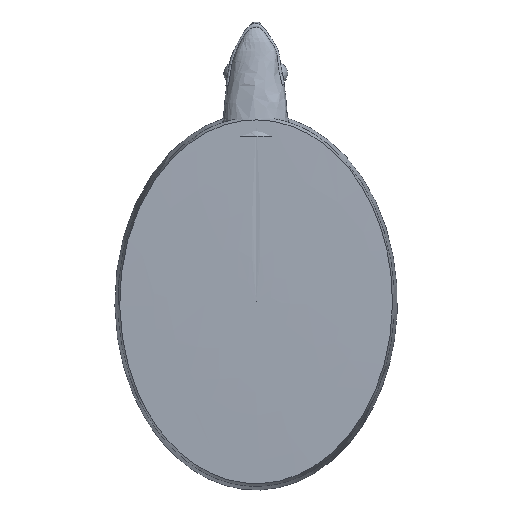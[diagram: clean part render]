
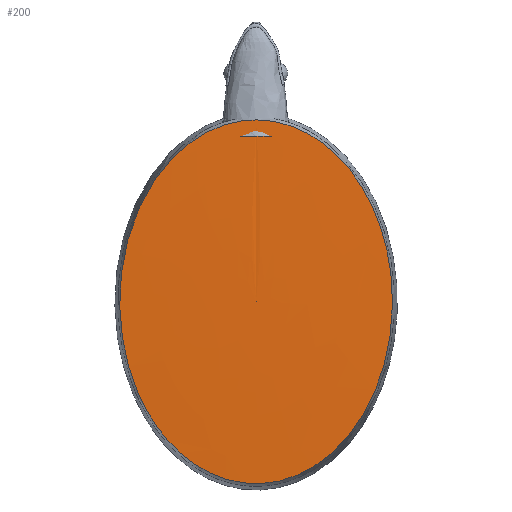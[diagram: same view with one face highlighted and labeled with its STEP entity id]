
A CAD part, front view. The second image highlights one B-rep face of the part: STEP entity #200.
In plain terms, the highlighted free-form (B-spline) face has degree [2, 2] with [7, 3] control points.
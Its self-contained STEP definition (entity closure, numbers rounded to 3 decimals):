
#56 = ( BOUNDED_SURFACE() B_SPLINE_SURFACE(2,2,(
    (#57,#58,#59)
    ,(#60,#61,#62)
    ,(#63,#64,#65)
    ,(#66,#67,#68)
    ,(#69,#70,#71)
    ,(#72,#73,#74)
    ,(#75,#76,#77
)),.UNSPECIFIED.,.T.,.F.,.F.) B_SPLINE_SURFACE_WITH_KNOTS((1,2,2,2,2,1),
  (3,3),(-2.094,0.,2.094,4.189,6.283,
    8.378),(1.357,2.095),.UNSPECIFIED.) 
GEOMETRIC_REPRESENTATION_ITEM() RATIONAL_B_SPLINE_SURFACE((
    (1.,0.933,1.)
    ,(0.5,0.466,0.5)
    ,(1.,0.933,1.)
    ,(0.5,0.466,0.5)
    ,(1.,0.933,1.)
    ,(0.5,0.466,0.5)
,(1.,0.933,1.))) REPRESENTATION_ITEM('') SURFACE() );
#57 = CARTESIAN_POINT('',(8.522,16.138,0.));
#58 = CARTESIAN_POINT('',(7.807,16.294,0.));
#59 = CARTESIAN_POINT('',(7.174,15.927,0.));
#60 = CARTESIAN_POINT('',(8.522,16.138,20.964
    ));
#61 = CARTESIAN_POINT('',(7.807,16.294,21.166
    ));
#62 = CARTESIAN_POINT('',(7.174,15.927,20.69
    ));
#63 = CARTESIAN_POINT('',(8.522,-8.069,10.482
    ));
#64 = CARTESIAN_POINT('',(7.807,-8.147,10.583
    ));
#65 = CARTESIAN_POINT('',(7.174,-7.964,10.345
    ));
#66 = CARTESIAN_POINT('',(8.522,-32.277,0.));
#67 = CARTESIAN_POINT('',(7.807,-32.587,0.));
#68 = CARTESIAN_POINT('',(7.174,-31.854,0.));
#69 = CARTESIAN_POINT('',(8.522,-8.069,-10.482
    ));
#70 = CARTESIAN_POINT('',(7.807,-8.147,-10.583
    ));
#71 = CARTESIAN_POINT('',(7.174,-7.964,-10.345
    ));
#72 = CARTESIAN_POINT('',(8.522,16.138,-20.964
    ));
#73 = CARTESIAN_POINT('',(7.807,16.294,-21.166
    ));
#74 = CARTESIAN_POINT('',(7.174,15.927,-20.69
    ));
#75 = CARTESIAN_POINT('',(8.522,16.138,0.));
#76 = CARTESIAN_POINT('',(7.807,16.294,0.));
#77 = CARTESIAN_POINT('',(7.174,15.927,0.));
#123 = VERTEX_POINT('',#124);
#124 = CARTESIAN_POINT('',(7.174,15.927,0.));
#145 = EDGE_CURVE('',#123,#123,#146,.T.);
#146 = SURFACE_CURVE('',#147,(#155,#166),.PCURVE_S1.);
#147 = ( BOUNDED_CURVE() B_SPLINE_CURVE(2,(#148,#149,#150,#151,#152,#153
,#154),.UNSPECIFIED.,.T.,.F.) B_SPLINE_CURVE_WITH_KNOTS((1,2,2,2,2,1),(
    -2.094,0.,2.094,4.189,6.283,
8.378),.UNSPECIFIED.) CURVE() GEOMETRIC_REPRESENTATION_ITEM() 
RATIONAL_B_SPLINE_CURVE((1.,0.5,1.,0.5,1.,0.5,1.)) REPRESENTATION_ITEM(
  '') );
#148 = CARTESIAN_POINT('',(7.174,15.927,0.));
#149 = CARTESIAN_POINT('',(7.174,15.927,
    20.69));
#150 = CARTESIAN_POINT('',(7.174,-7.964,
    10.345));
#151 = CARTESIAN_POINT('',(7.174,-31.854,0.));
#152 = CARTESIAN_POINT('',(7.174,-7.964,
    -10.345));
#153 = CARTESIAN_POINT('',(7.174,15.927,
    -20.69));
#154 = CARTESIAN_POINT('',(7.174,15.927,0.));
#155 = PCURVE('',#56,#156);
#156 = DEFINITIONAL_REPRESENTATION('',(#157),#165);
#157 = B_SPLINE_CURVE_WITH_KNOTS('',2,(#158,#159,#160,#161,#162,#163,
    #164),.UNSPECIFIED.,.F.,.F.,(3,2,2,3),(0.,2.094,
    4.189,6.283),.PIECEWISE_BEZIER_KNOTS.);
#158 = CARTESIAN_POINT('',(0.,2.095));
#159 = CARTESIAN_POINT('',(1.047,2.095));
#160 = CARTESIAN_POINT('',(2.094,2.095));
#161 = CARTESIAN_POINT('',(3.142,2.095));
#162 = CARTESIAN_POINT('',(4.189,2.095));
#163 = CARTESIAN_POINT('',(5.236,2.095));
#164 = CARTESIAN_POINT('',(6.283,2.095));
#165 = ( GEOMETRIC_REPRESENTATION_CONTEXT(2) 
PARAMETRIC_REPRESENTATION_CONTEXT() REPRESENTATION_CONTEXT('2D SPACE',''
  ) );
#166 = PCURVE('',#167,#189);
#167 = ( BOUNDED_SURFACE() B_SPLINE_SURFACE(2,2,(
    (#168,#169,#170)
    ,(#171,#172,#173)
    ,(#174,#175,#176)
    ,(#177,#178,#179)
    ,(#180,#181,#182)
    ,(#183,#184,#185)
    ,(#186,#187,#188
)),.UNSPECIFIED.,.T.,.F.,.F.) B_SPLINE_SURFACE_WITH_KNOTS((1,2,2,2,2,1),
  (3,3),(-2.094,0.,2.094,4.189,6.283,
    8.378),(3.123,3.142),.UNSPECIFIED.) 
GEOMETRIC_REPRESENTATION_ITEM() RATIONAL_B_SPLINE_SURFACE((
    (1.,1.,1.)
    ,(0.5,0.5,0.5)
    ,(1.,1.,1.)
    ,(0.5,0.5,0.5)
    ,(1.,1.,1.)
    ,(0.5,0.5,0.5)
,(1.,1.,1.))) REPRESENTATION_ITEM('') SURFACE() );
#168 = CARTESIAN_POINT('',(7.174,15.927,0.));
#169 = CARTESIAN_POINT('',(7.022,7.964,0.));
#170 = CARTESIAN_POINT('',(7.024,0.,0.));
#171 = CARTESIAN_POINT('',(7.174,15.927,
    20.69));
#172 = CARTESIAN_POINT('',(7.022,7.964,10.346)
  );
#173 = CARTESIAN_POINT('',(7.024,0.,0.));
#174 = CARTESIAN_POINT('',(7.174,-7.964,
    10.345));
#175 = CARTESIAN_POINT('',(7.022,-3.982,5.173)
  );
#176 = CARTESIAN_POINT('',(7.024,0.,0.));
#177 = CARTESIAN_POINT('',(7.174,-31.854,0.));
#178 = CARTESIAN_POINT('',(7.022,-15.929,0.));
#179 = CARTESIAN_POINT('',(7.024,0.,0.));
#180 = CARTESIAN_POINT('',(7.174,-7.964,
    -10.345));
#181 = CARTESIAN_POINT('',(7.022,-3.982,-5.173
    ));
#182 = CARTESIAN_POINT('',(7.024,0.,0.));
#183 = CARTESIAN_POINT('',(7.174,15.927,
    -20.69));
#184 = CARTESIAN_POINT('',(7.022,7.964,-10.346)
  );
#185 = CARTESIAN_POINT('',(7.024,0.,0.));
#186 = CARTESIAN_POINT('',(7.174,15.927,0.));
#187 = CARTESIAN_POINT('',(7.022,7.964,0.));
#188 = CARTESIAN_POINT('',(7.024,0.,0.));
#189 = DEFINITIONAL_REPRESENTATION('',(#190),#198);
#190 = B_SPLINE_CURVE_WITH_KNOTS('',2,(#191,#192,#193,#194,#195,#196,
    #197),.UNSPECIFIED.,.F.,.F.,(3,2,2,3),(0.,2.094,
    4.189,6.283),.PIECEWISE_BEZIER_KNOTS.);
#191 = CARTESIAN_POINT('',(0.,3.123));
#192 = CARTESIAN_POINT('',(1.047,3.123));
#193 = CARTESIAN_POINT('',(2.094,3.123));
#194 = CARTESIAN_POINT('',(3.142,3.123));
#195 = CARTESIAN_POINT('',(4.189,3.123));
#196 = CARTESIAN_POINT('',(5.236,3.123));
#197 = CARTESIAN_POINT('',(6.283,3.123));
#198 = ( GEOMETRIC_REPRESENTATION_CONTEXT(2) 
PARAMETRIC_REPRESENTATION_CONTEXT() REPRESENTATION_CONTEXT('2D SPACE',''
  ) );
#200 = ADVANCED_FACE('',(#201),#167,.F.);
#201 = FACE_BOUND('',#202,.F.);
#202 = EDGE_LOOP('',(#203,#204,#227));
#203 = ORIENTED_EDGE('',*,*,#145,.T.);
#204 = ORIENTED_EDGE('',*,*,#205,.T.);
#205 = EDGE_CURVE('',#123,#206,#208,.T.);
#206 = VERTEX_POINT('',#207);
#207 = CARTESIAN_POINT('',(7.024,0.,0.));
#208 = SEAM_CURVE('',#209,(#213,#220),.PCURVE_S1.);
#209 = ( BOUNDED_CURVE() B_SPLINE_CURVE(2,(#210,#211,#212),
.UNSPECIFIED.,.F.,.F.) B_SPLINE_CURVE_WITH_KNOTS((3,3),(3.123,
3.142),.PIECEWISE_BEZIER_KNOTS.) CURVE() 
GEOMETRIC_REPRESENTATION_ITEM() RATIONAL_B_SPLINE_CURVE((1.,
1.,1.)) REPRESENTATION_ITEM('') );
#210 = CARTESIAN_POINT('',(7.174,15.927,0.));
#211 = CARTESIAN_POINT('',(7.022,7.964,0.));
#212 = CARTESIAN_POINT('',(7.024,0.,0.));
#213 = PCURVE('',#167,#214);
#214 = DEFINITIONAL_REPRESENTATION('',(#215),#219);
#215 = B_SPLINE_CURVE_WITH_KNOTS('',2,(#216,#217,#218),.UNSPECIFIED.,.F.
  ,.F.,(3,3),(3.123,3.142),.PIECEWISE_BEZIER_KNOTS.);
#216 = CARTESIAN_POINT('',(0.,3.123));
#217 = CARTESIAN_POINT('',(0.,3.132));
#218 = CARTESIAN_POINT('',(0.,3.142));
#219 = ( GEOMETRIC_REPRESENTATION_CONTEXT(2) 
PARAMETRIC_REPRESENTATION_CONTEXT() REPRESENTATION_CONTEXT('2D SPACE',''
  ) );
#220 = PCURVE('',#167,#221);
#221 = DEFINITIONAL_REPRESENTATION('',(#222),#226);
#222 = B_SPLINE_CURVE_WITH_KNOTS('',2,(#223,#224,#225),.UNSPECIFIED.,.F.
  ,.F.,(3,3),(3.123,3.142),.PIECEWISE_BEZIER_KNOTS.);
#223 = CARTESIAN_POINT('',(6.283,3.123));
#224 = CARTESIAN_POINT('',(6.283,3.132));
#225 = CARTESIAN_POINT('',(6.283,3.142));
#226 = ( GEOMETRIC_REPRESENTATION_CONTEXT(2) 
PARAMETRIC_REPRESENTATION_CONTEXT() REPRESENTATION_CONTEXT('2D SPACE',''
  ) );
#227 = ORIENTED_EDGE('',*,*,#205,.F.);
